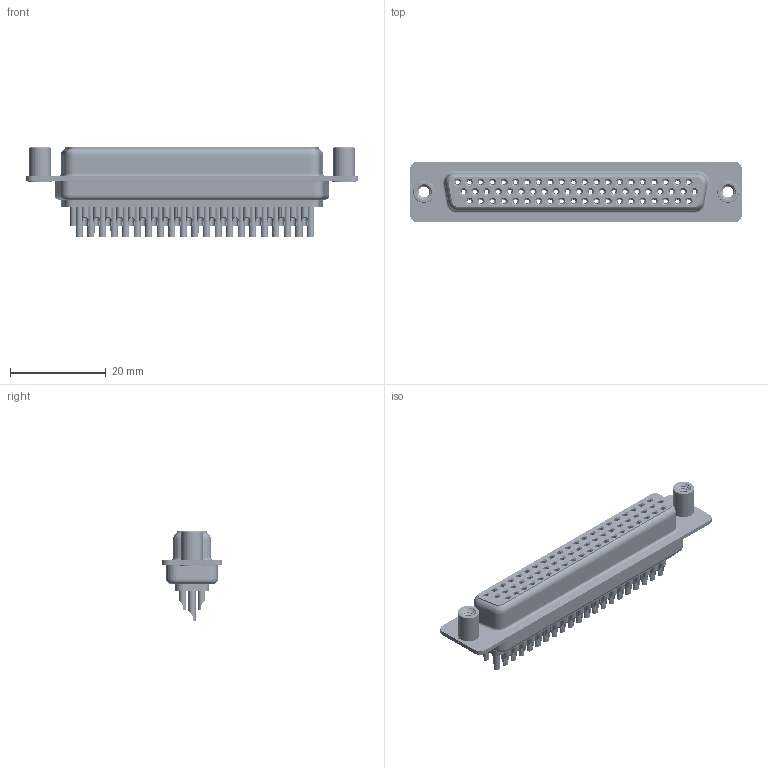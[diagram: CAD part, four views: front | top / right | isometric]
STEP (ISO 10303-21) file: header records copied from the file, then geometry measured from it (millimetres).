
FILE_DESCRIPTION (( 'STEP AP203' ), '1' );
FILE_NAME ('638-062-332-268.STEP', '2020-07-19T02:27:17', ( '' ), ( '' ), 'SwSTEP 2.0', 'SolidWorks 2020', '' );
FILE_SCHEMA (( 'CONFIG_CONTROL_DESIGN' ));
Length unit declared in the file: millimetre
Products named in the file (8): 638 Shell Rear_62 Contacts; 638 4-40 Threaded Standoff; 638-062-332-268; 638 Housing_62 Contacts; 638 Contact Row 3_32; 638 Shell Front_62 Contacts; 638 Contact Row 2_32; 638 Contact Row 1_32
Assembly tree (67 placements, depth 2):
  638-062-332-268
    638 Housing_62 Contacts
    638 Shell Front_62 Contacts
    638 Shell Rear_62 Contacts
    638 Contact Row 1_32  x21
    638 Contact Row 2_32  x21
    638 Contact Row 3_32  x20
    638 4-40 Threaded Standoff  x2
Bounding box: 69.32 x 12.6 x 18.6 mm (x, y, z)
Volume: 4772.7 mm3; surface area: 18747.1 mm2
Topology: 67 solids, 67 shells, 5831 faces, 14789 edges, 9291 vertices
Faces by surface type: cylinder 1715, plane 1371, bspline 1246, torus 1173, cone 326
Entity records: 43927 total; most frequent: CARTESIAN_POINT 11051, DIRECTION 6855, ORIENTED_EDGE 5960, EDGE_CURVE 2980, AXIS2_PLACEMENT_3D 2903, VERTEX_POINT 1893, EDGE_LOOP 1631, CIRCLE 1599
